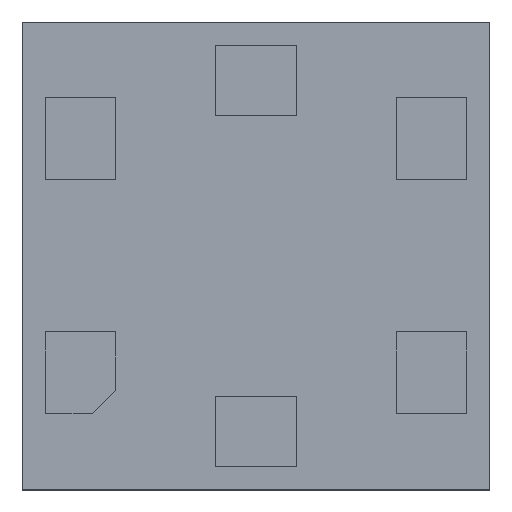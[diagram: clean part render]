
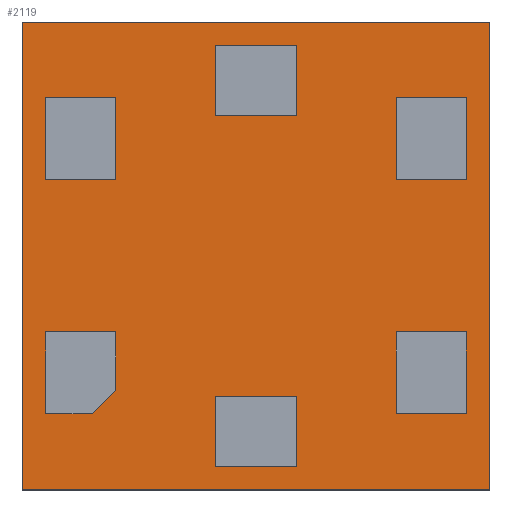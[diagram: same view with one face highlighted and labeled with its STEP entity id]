
A CAD part, top view. The second image highlights one B-rep face of the part: STEP entity #2119.
In plain terms, the highlighted planar face has unit normal (0, 0, 1).
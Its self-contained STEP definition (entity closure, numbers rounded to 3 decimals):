
#45=ORIENTED_EDGE('',*,*,#541,.F.);
#46=ORIENTED_EDGE('',*,*,#542,.F.);
#47=ORIENTED_EDGE('',*,*,#543,.F.);
#48=ORIENTED_EDGE('',*,*,#544,.F.);
#49=ORIENTED_EDGE('',*,*,#545,.F.);
#50=ORIENTED_EDGE('',*,*,#546,.F.);
#51=ORIENTED_EDGE('',*,*,#547,.F.);
#52=ORIENTED_EDGE('',*,*,#548,.F.);
#53=ORIENTED_EDGE('',*,*,#549,.F.);
#54=ORIENTED_EDGE('',*,*,#550,.F.);
#55=ORIENTED_EDGE('',*,*,#551,.F.);
#56=ORIENTED_EDGE('',*,*,#552,.F.);
#57=ORIENTED_EDGE('',*,*,#553,.F.);
#58=ORIENTED_EDGE('',*,*,#554,.F.);
#59=ORIENTED_EDGE('',*,*,#555,.F.);
#60=ORIENTED_EDGE('',*,*,#556,.F.);
#61=ORIENTED_EDGE('',*,*,#557,.F.);
#62=ORIENTED_EDGE('',*,*,#558,.T.);
#63=ORIENTED_EDGE('',*,*,#559,.T.);
#64=ORIENTED_EDGE('',*,*,#560,.T.);
#65=ORIENTED_EDGE('',*,*,#561,.T.);
#66=ORIENTED_EDGE('',*,*,#562,.T.);
#67=ORIENTED_EDGE('',*,*,#563,.T.);
#68=ORIENTED_EDGE('',*,*,#564,.T.);
#69=ORIENTED_EDGE('',*,*,#565,.T.);
#70=ORIENTED_EDGE('',*,*,#566,.T.);
#71=ORIENTED_EDGE('',*,*,#567,.T.);
#72=ORIENTED_EDGE('',*,*,#568,.T.);
#73=ORIENTED_EDGE('',*,*,#569,.T.);
#541=EDGE_CURVE('',#789,#790,#955,.T.);
#542=EDGE_CURVE('',#791,#789,#956,.T.);
#543=EDGE_CURVE('',#792,#791,#957,.T.);
#544=EDGE_CURVE('',#793,#792,#958,.T.);
#545=EDGE_CURVE('',#790,#793,#959,.T.);
#546=EDGE_CURVE('',#794,#795,#960,.T.);
#547=EDGE_CURVE('',#796,#794,#961,.T.);
#548=EDGE_CURVE('',#797,#796,#962,.T.);
#549=EDGE_CURVE('',#795,#797,#963,.T.);
#550=EDGE_CURVE('',#798,#799,#964,.T.);
#551=EDGE_CURVE('',#800,#798,#965,.T.);
#552=EDGE_CURVE('',#801,#800,#966,.T.);
#553=EDGE_CURVE('',#799,#801,#967,.T.);
#554=EDGE_CURVE('',#802,#803,#968,.T.);
#555=EDGE_CURVE('',#804,#802,#969,.T.);
#556=EDGE_CURVE('',#805,#804,#970,.T.);
#557=EDGE_CURVE('',#803,#805,#971,.T.);
#558=EDGE_CURVE('',#806,#807,#972,.T.);
#559=EDGE_CURVE('',#807,#808,#973,.T.);
#560=EDGE_CURVE('',#808,#809,#974,.T.);
#561=EDGE_CURVE('',#809,#806,#975,.T.);
#562=EDGE_CURVE('',#810,#811,#976,.T.);
#563=EDGE_CURVE('',#811,#812,#977,.T.);
#564=EDGE_CURVE('',#812,#813,#978,.T.);
#565=EDGE_CURVE('',#813,#810,#979,.T.);
#566=EDGE_CURVE('',#814,#815,#980,.T.);
#567=EDGE_CURVE('',#815,#816,#981,.T.);
#568=EDGE_CURVE('',#816,#817,#982,.T.);
#569=EDGE_CURVE('',#817,#814,#983,.T.);
#789=VERTEX_POINT('',#2857);
#790=VERTEX_POINT('',#2858);
#791=VERTEX_POINT('',#2860);
#792=VERTEX_POINT('',#2862);
#793=VERTEX_POINT('',#2864);
#794=VERTEX_POINT('',#2867);
#795=VERTEX_POINT('',#2868);
#796=VERTEX_POINT('',#2870);
#797=VERTEX_POINT('',#2872);
#798=VERTEX_POINT('',#2875);
#799=VERTEX_POINT('',#2876);
#800=VERTEX_POINT('',#2878);
#801=VERTEX_POINT('',#2880);
#802=VERTEX_POINT('',#2883);
#803=VERTEX_POINT('',#2884);
#804=VERTEX_POINT('',#2886);
#805=VERTEX_POINT('',#2888);
#806=VERTEX_POINT('',#2891);
#807=VERTEX_POINT('',#2892);
#808=VERTEX_POINT('',#2894);
#809=VERTEX_POINT('',#2896);
#810=VERTEX_POINT('',#2899);
#811=VERTEX_POINT('',#2900);
#812=VERTEX_POINT('',#2902);
#813=VERTEX_POINT('',#2904);
#814=VERTEX_POINT('',#2907);
#815=VERTEX_POINT('',#2908);
#816=VERTEX_POINT('',#2910);
#817=VERTEX_POINT('',#2912);
#955=LINE('',#2856,#1201);
#956=LINE('',#2859,#1202);
#957=LINE('',#2861,#1203);
#958=LINE('',#2863,#1204);
#959=LINE('',#2865,#1205);
#960=LINE('',#2866,#1206);
#961=LINE('',#2869,#1207);
#962=LINE('',#2871,#1208);
#963=LINE('',#2873,#1209);
#964=LINE('',#2874,#1210);
#965=LINE('',#2877,#1211);
#966=LINE('',#2879,#1212);
#967=LINE('',#2881,#1213);
#968=LINE('',#2882,#1214);
#969=LINE('',#2885,#1215);
#970=LINE('',#2887,#1216);
#971=LINE('',#2889,#1217);
#972=LINE('',#2890,#1218);
#973=LINE('',#2893,#1219);
#974=LINE('',#2895,#1220);
#975=LINE('',#2897,#1221);
#976=LINE('',#2898,#1222);
#977=LINE('',#2901,#1223);
#978=LINE('',#2903,#1224);
#979=LINE('',#2905,#1225);
#980=LINE('',#2906,#1226);
#981=LINE('',#2909,#1227);
#982=LINE('',#2911,#1228);
#983=LINE('',#2913,#1229);
#1201=VECTOR('',#2378,1000.);
#1202=VECTOR('',#2379,1000.);
#1203=VECTOR('',#2380,1000.);
#1204=VECTOR('',#2381,1000.);
#1205=VECTOR('',#2382,1000.);
#1206=VECTOR('',#2383,1000.);
#1207=VECTOR('',#2384,1000.);
#1208=VECTOR('',#2385,1000.);
#1209=VECTOR('',#2386,1000.);
#1210=VECTOR('',#2387,1000.);
#1211=VECTOR('',#2388,1000.);
#1212=VECTOR('',#2389,1000.);
#1213=VECTOR('',#2390,1000.);
#1214=VECTOR('',#2391,1000.);
#1215=VECTOR('',#2392,1000.);
#1216=VECTOR('',#2393,1000.);
#1217=VECTOR('',#2394,1000.);
#1218=VECTOR('',#2395,1000.);
#1219=VECTOR('',#2396,1000.);
#1220=VECTOR('',#2397,1000.);
#1221=VECTOR('',#2398,1000.);
#1222=VECTOR('',#2399,1000.);
#1223=VECTOR('',#2400,1000.);
#1224=VECTOR('',#2401,1000.);
#1225=VECTOR('',#2402,1000.);
#1226=VECTOR('',#2403,1000.);
#1227=VECTOR('',#2404,1000.);
#1228=VECTOR('',#2405,1000.);
#1229=VECTOR('',#2406,1000.);
#1447=EDGE_LOOP('',(#45,#46,#47,#48,#49));
#1448=EDGE_LOOP('',(#50,#51,#52,#53));
#1449=EDGE_LOOP('',(#54,#55,#56,#57));
#1450=EDGE_LOOP('',(#58,#59,#60,#61));
#1451=EDGE_LOOP('',(#62,#63,#64,#65));
#1452=EDGE_LOOP('',(#66,#67,#68,#69));
#1453=EDGE_LOOP('',(#70,#71,#72,#73));
#1569=FACE_BOUND('',#1447,.T.);
#1570=FACE_BOUND('',#1448,.T.);
#1571=FACE_BOUND('',#1449,.T.);
#1572=FACE_BOUND('',#1450,.T.);
#1573=FACE_BOUND('',#1451,.T.);
#1574=FACE_BOUND('',#1452,.T.);
#1575=FACE_BOUND('',#1453,.T.);
#1691=PLANE('',#2258);
#2119=ADVANCED_FACE('',(#1569,#1570,#1571,#1572,#1573,#1574,#1575),#1691,
 .T.);
#2258=AXIS2_PLACEMENT_3D('',#2855,#2376,#2377);
#2376=DIRECTION('',(0.,0.,1.));
#2377=DIRECTION('',(1.,0.,0.));
#2378=DIRECTION('',(0.,-1.,0.));
#2379=DIRECTION('',(-0.707,-0.707,0.));
#2380=DIRECTION('',(-1.,0.,0.));
#2381=DIRECTION('',(0.,1.,0.));
#2382=DIRECTION('',(1.,0.,0.));
#2383=DIRECTION('',(0.,1.,0.));
#2384=DIRECTION('',(1.,0.,0.));
#2385=DIRECTION('',(0.,-1.,0.));
#2386=DIRECTION('',(-1.,0.,0.));
#2387=DIRECTION('',(0.,-1.,0.));
#2388=DIRECTION('',(-1.,0.,0.));
#2389=DIRECTION('',(0.,1.,0.));
#2390=DIRECTION('',(1.,0.,0.));
#2391=DIRECTION('',(0.,-1.,0.));
#2392=DIRECTION('',(-1.,0.,0.));
#2393=DIRECTION('',(0.,1.,0.));
#2394=DIRECTION('',(1.,0.,0.));
#2395=DIRECTION('',(0.,-1.,0.));
#2396=DIRECTION('',(1.,0.,0.));
#2397=DIRECTION('',(0.,1.,0.));
#2398=DIRECTION('',(-1.,0.,0.));
#2399=DIRECTION('',(-1.,0.,0.));
#2400=DIRECTION('',(0.,1.,0.));
#2401=DIRECTION('',(1.,0.,0.));
#2402=DIRECTION('',(0.,-1.,0.));
#2403=DIRECTION('',(-1.,0.,0.));
#2404=DIRECTION('',(0.,1.,0.));
#2405=DIRECTION('',(1.,0.,0.));
#2406=DIRECTION('',(0.,-1.,0.));
#2855=CARTESIAN_POINT('',(0.,0.,0.));
#2856=CARTESIAN_POINT('',(0.6,0.575,0.));
#2857=CARTESIAN_POINT('',(0.6,0.575,0.));
#2858=CARTESIAN_POINT('',(0.6,0.325,0.));
#2859=CARTESIAN_POINT('',(0.7,0.675,0.));
#2860=CARTESIAN_POINT('',(0.7,0.675,0.));
#2861=CARTESIAN_POINT('',(0.9,0.675,0.));
#2862=CARTESIAN_POINT('',(0.9,0.675,0.));
#2863=CARTESIAN_POINT('',(0.9,0.325,0.));
#2864=CARTESIAN_POINT('',(0.9,0.325,0.));
#2865=CARTESIAN_POINT('',(0.6,0.325,0.));
#2866=CARTESIAN_POINT('',(0.9,-0.675,0.));
#2867=CARTESIAN_POINT('',(0.9,-0.675,0.));
#2868=CARTESIAN_POINT('',(0.9,-0.325,0.));
#2869=CARTESIAN_POINT('',(0.6,-0.675,0.));
#2870=CARTESIAN_POINT('',(0.6,-0.675,0.));
#2871=CARTESIAN_POINT('',(0.6,-0.325,0.));
#2872=CARTESIAN_POINT('',(0.6,-0.325,0.));
#2873=CARTESIAN_POINT('',(0.9,-0.325,0.));
#2874=CARTESIAN_POINT('',(-0.9,0.675,0.));
#2875=CARTESIAN_POINT('',(-0.9,0.675,0.));
#2876=CARTESIAN_POINT('',(-0.9,0.325,0.));
#2877=CARTESIAN_POINT('',(-0.6,0.675,0.));
#2878=CARTESIAN_POINT('',(-0.6,0.675,0.));
#2879=CARTESIAN_POINT('',(-0.6,0.325,0.));
#2880=CARTESIAN_POINT('',(-0.6,0.325,0.));
#2881=CARTESIAN_POINT('',(-0.9,0.325,0.));
#2882=CARTESIAN_POINT('',(-0.175,0.9,0.));
#2883=CARTESIAN_POINT('',(-0.175,0.9,0.));
#2884=CARTESIAN_POINT('',(-0.175,0.6,0.));
#2885=CARTESIAN_POINT('',(0.175,0.9,0.));
#2886=CARTESIAN_POINT('',(0.175,0.9,0.));
#2887=CARTESIAN_POINT('',(0.175,0.6,0.));
#2888=CARTESIAN_POINT('',(0.175,0.6,0.));
#2889=CARTESIAN_POINT('',(-0.175,0.6,0.));
#2890=CARTESIAN_POINT('',(-1.,1.,0.));
#2891=CARTESIAN_POINT('',(-1.,1.,0.));
#2892=CARTESIAN_POINT('',(-1.,-1.,0.));
#2893=CARTESIAN_POINT('',(-1.,-1.,0.));
#2894=CARTESIAN_POINT('',(1.,-1.,0.));
#2895=CARTESIAN_POINT('',(1.,1.,0.));
#2896=CARTESIAN_POINT('',(1.,1.,0.));
#2897=CARTESIAN_POINT('',(-1.,1.,0.));
#2898=CARTESIAN_POINT('',(-0.6,-0.675,0.));
#2899=CARTESIAN_POINT('',(-0.6,-0.675,0.));
#2900=CARTESIAN_POINT('',(-0.9,-0.675,0.));
#2901=CARTESIAN_POINT('',(-0.9,-0.675,0.));
#2902=CARTESIAN_POINT('',(-0.9,-0.325,0.));
#2903=CARTESIAN_POINT('',(-0.9,-0.325,0.));
#2904=CARTESIAN_POINT('',(-0.6,-0.325,0.));
#2905=CARTESIAN_POINT('',(-0.6,-0.325,0.));
#2906=CARTESIAN_POINT('',(0.175,-0.9,0.));
#2907=CARTESIAN_POINT('',(0.175,-0.9,0.));
#2908=CARTESIAN_POINT('',(-0.175,-0.9,0.));
#2909=CARTESIAN_POINT('',(-0.175,-0.9,0.));
#2910=CARTESIAN_POINT('',(-0.175,-0.6,0.));
#2911=CARTESIAN_POINT('',(-0.175,-0.6,0.));
#2912=CARTESIAN_POINT('',(0.175,-0.6,0.));
#2913=CARTESIAN_POINT('',(0.175,-0.6,0.));
